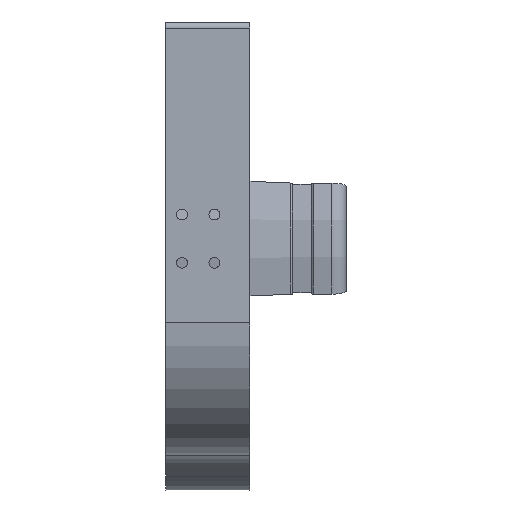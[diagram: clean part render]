
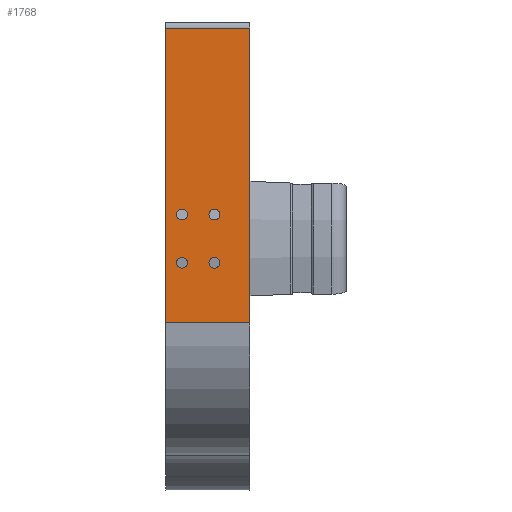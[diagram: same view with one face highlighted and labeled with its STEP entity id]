
A CAD part, front view. The second image highlights one B-rep face of the part: STEP entity #1768.
In plain terms, the highlighted planar face has unit normal (0, -1, 0).
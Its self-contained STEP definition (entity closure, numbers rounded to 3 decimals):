
#26=FACE_BOUND('',#574,.T.);
#27=FACE_BOUND('',#575,.T.);
#28=FACE_BOUND('',#576,.T.);
#29=FACE_BOUND('',#577,.T.);
#66=PLANE('',#1990);
#122=LINE('',#2756,#263);
#137=LINE('',#2809,#278);
#204=LINE('',#3068,#345);
#205=LINE('',#3071,#346);
#263=VECTOR('',#2178,10.);
#278=VECTOR('',#2225,10.);
#345=VECTOR('',#2530,10.);
#346=VECTOR('',#2535,10.);
#475=FACE_OUTER_BOUND('',#573,.T.);
#573=EDGE_LOOP('',(#1586,#1587,#1588,#1589));
#574=EDGE_LOOP('',(#1590));
#575=EDGE_LOOP('',(#1591));
#576=EDGE_LOOP('',(#1592));
#577=EDGE_LOOP('',(#1593));
#698=CIRCLE('',#1959,2.25);
#700=CIRCLE('',#1962,2.25);
#702=CIRCLE('',#1965,2.25);
#704=CIRCLE('',#1968,2.25);
#789=VERTEX_POINT('',#2750);
#791=VERTEX_POINT('',#2754);
#813=VERTEX_POINT('',#2808);
#868=VERTEX_POINT('',#2999);
#870=VERTEX_POINT('',#3005);
#872=VERTEX_POINT('',#3011);
#874=VERTEX_POINT('',#3017);
#886=VERTEX_POINT('',#3067);
#983=EDGE_CURVE('',#789,#791,#122,.T.);
#1009=EDGE_CURVE('',#813,#789,#137,.F.);
#1105=EDGE_CURVE('',#868,#868,#698,.F.);
#1108=EDGE_CURVE('',#870,#870,#700,.F.);
#1111=EDGE_CURVE('',#872,#872,#702,.F.);
#1114=EDGE_CURVE('',#874,#874,#704,.F.);
#1139=EDGE_CURVE('',#813,#886,#204,.T.);
#1141=EDGE_CURVE('',#791,#886,#205,.T.);
#1586=ORIENTED_EDGE('',*,*,#1009,.T.);
#1587=ORIENTED_EDGE('',*,*,#983,.T.);
#1588=ORIENTED_EDGE('',*,*,#1141,.T.);
#1589=ORIENTED_EDGE('',*,*,#1139,.F.);
#1590=ORIENTED_EDGE('',*,*,#1105,.F.);
#1591=ORIENTED_EDGE('',*,*,#1108,.F.);
#1592=ORIENTED_EDGE('',*,*,#1111,.F.);
#1593=ORIENTED_EDGE('',*,*,#1114,.F.);
#1768=ADVANCED_FACE('',(#475,#26,#27,#28,#29),#66,.F.);
#1959=AXIS2_PLACEMENT_3D('',#3000,#2450,#2451);
#1962=AXIS2_PLACEMENT_3D('',#3006,#2457,#2458);
#1965=AXIS2_PLACEMENT_3D('',#3012,#2464,#2465);
#1968=AXIS2_PLACEMENT_3D('',#3018,#2471,#2472);
#1990=AXIS2_PLACEMENT_3D('',#3070,#2533,#2534);
#2178=DIRECTION('',(-1.,0.,0.));
#2225=DIRECTION('',(0.,0.,-1.));
#2450=DIRECTION('center_axis',(0.,1.,0.));
#2451=DIRECTION('ref_axis',(0.,0.,1.));
#2457=DIRECTION('center_axis',(0.,1.,0.));
#2458=DIRECTION('ref_axis',(0.,0.,1.));
#2464=DIRECTION('center_axis',(0.,1.,0.));
#2465=DIRECTION('ref_axis',(0.,0.,1.));
#2471=DIRECTION('center_axis',(0.,1.,0.));
#2472=DIRECTION('ref_axis',(0.,0.,1.));
#2530=DIRECTION('',(-1.,0.,0.));
#2533=DIRECTION('center_axis',(0.,1.,0.));
#2534=DIRECTION('ref_axis',(0.,0.,-1.));
#2535=DIRECTION('',(0.,0.,-1.));
#2750=CARTESIAN_POINT('',(472.5,-190.,87.5));
#2754=CARTESIAN_POINT('',(437.5,-190.,87.5));
#2756=CARTESIAN_POINT('',(472.5,-190.,87.5));
#2808=CARTESIAN_POINT('',(472.5,-190.,-35.));
#2809=CARTESIAN_POINT('',(472.5,-190.,17.5));
#2999=CARTESIAN_POINT('',(444.239,-190.,7.75));
#3000=CARTESIAN_POINT('Origin',(444.239,-190.,10.));
#3005=CARTESIAN_POINT('',(444.239,-190.,-12.25));
#3006=CARTESIAN_POINT('Origin',(444.239,-190.,-10.));
#3011=CARTESIAN_POINT('',(457.712,-190.,-12.25));
#3012=CARTESIAN_POINT('Origin',(457.712,-190.,-10.));
#3017=CARTESIAN_POINT('',(457.712,-190.,7.75));
#3018=CARTESIAN_POINT('Origin',(457.712,-190.,10.));
#3067=CARTESIAN_POINT('',(437.5,-190.,-35.));
#3068=CARTESIAN_POINT('',(472.5,-190.,-35.));
#3070=CARTESIAN_POINT('Origin',(472.5,-190.,35.));
#3071=CARTESIAN_POINT('',(437.5,-190.,17.5));
